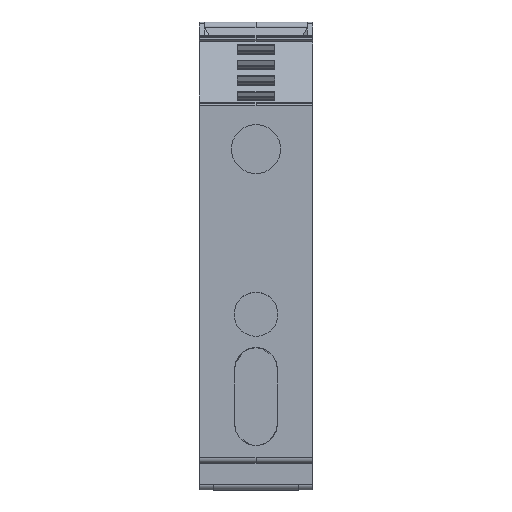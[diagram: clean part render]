
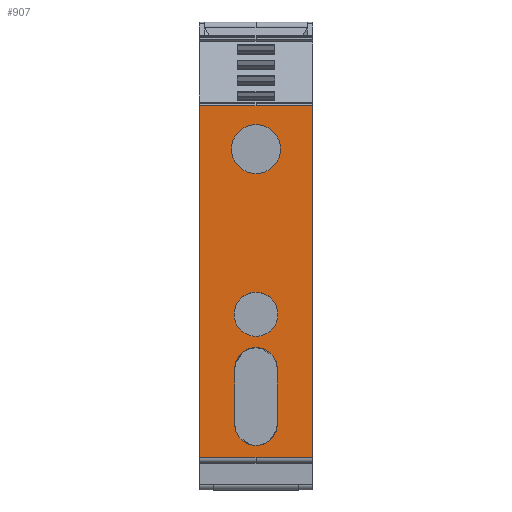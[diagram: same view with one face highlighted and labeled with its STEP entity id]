
A CAD part, top view. The second image highlights one B-rep face of the part: STEP entity #907.
In plain terms, the highlighted planar face has unit normal (0, 0, 1).
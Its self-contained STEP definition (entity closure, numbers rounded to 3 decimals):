
#785=AXIS2_PLACEMENT_3D('Plane Axis2P3D',#782,#783,#784) ;
#823=AXIS2_PLACEMENT_3D('Circle Axis2P3D',#821,#822,$) ;
#832=AXIS2_PLACEMENT_3D('Circle Axis2P3D',#830,#831,$) ;
#850=AXIS2_PLACEMENT_3D('Circle Axis2P3D',#848,#849,$) ;
#857=AXIS2_PLACEMENT_3D('Circle Axis2P3D',#855,#856,$) ;
#871=AXIS2_PLACEMENT_3D('Circle Axis2P3D',#869,#870,$) ;
#878=AXIS2_PLACEMENT_3D('Circle Axis2P3D',#876,#877,$) ;
#891=AXIS2_PLACEMENT_3D('Circle Axis2P3D',#889,#890,$) ;
#900=AXIS2_PLACEMENT_3D('Circle Axis2P3D',#898,#899,$) ;
#93=CARTESIAN_POINT('Vertex',(16.,54.107,50.25)) ;
#96=CARTESIAN_POINT('Line Origine',(16.,29.278,50.25)) ;
#100=CARTESIAN_POINT('Vertex',(16.,4.45,50.25)) ;
#767=CARTESIAN_POINT('Vertex',(8.,54.107,50.25)) ;
#770=CARTESIAN_POINT('Line Origine',(12.,54.107,50.25)) ;
#782=CARTESIAN_POINT('Axis2P3D Location',(8.,47.978,50.25)) ;
#787=CARTESIAN_POINT('Line Origine',(4.,54.107,50.25)) ;
#791=CARTESIAN_POINT('Vertex',(0.,54.107,50.25)) ;
#794=CARTESIAN_POINT('Line Origine',(0.,29.278,50.25)) ;
#798=CARTESIAN_POINT('Vertex',(0.,4.45,50.25)) ;
#801=CARTESIAN_POINT('Line Origine',(4.,4.45,50.25)) ;
#805=CARTESIAN_POINT('Vertex',(8.,4.45,50.25)) ;
#808=CARTESIAN_POINT('Line Origine',(12.,4.45,50.25)) ;
#821=CARTESIAN_POINT('Axis2P3D Location',(8.,24.7,50.25)) ;
#825=CARTESIAN_POINT('Vertex',(8.,21.6,50.25)) ;
#827=CARTESIAN_POINT('Vertex',(8.,27.8,50.25)) ;
#830=CARTESIAN_POINT('Axis2P3D Location',(8.,24.7,50.25)) ;
#839=CARTESIAN_POINT('Line Origine',(5.,13.1,50.25)) ;
#843=CARTESIAN_POINT('Vertex',(5.,17.,50.25)) ;
#845=CARTESIAN_POINT('Vertex',(5.,9.2,50.25)) ;
#848=CARTESIAN_POINT('Axis2P3D Location',(8.,17.,50.25)) ;
#852=CARTESIAN_POINT('Vertex',(8.,20.,50.25)) ;
#855=CARTESIAN_POINT('Axis2P3D Location',(8.,17.,50.25)) ;
#859=CARTESIAN_POINT('Vertex',(11.,17.,50.25)) ;
#862=CARTESIAN_POINT('Line Origine',(11.,13.1,50.25)) ;
#866=CARTESIAN_POINT('Vertex',(11.,9.2,50.25)) ;
#869=CARTESIAN_POINT('Axis2P3D Location',(8.,9.2,50.25)) ;
#873=CARTESIAN_POINT('Vertex',(8.,6.2,50.25)) ;
#876=CARTESIAN_POINT('Axis2P3D Location',(8.,9.2,50.25)) ;
#889=CARTESIAN_POINT('Axis2P3D Location',(8.,47.978,50.25)) ;
#893=CARTESIAN_POINT('Vertex',(8.,51.428,50.25)) ;
#895=CARTESIAN_POINT('Vertex',(8.,44.528,50.25)) ;
#898=CARTESIAN_POINT('Axis2P3D Location',(8.,47.978,50.25)) ;
#97=DIRECTION('Vector Direction',(0.,1.,0.)) ;
#771=DIRECTION('Vector Direction',(1.,0.,0.)) ;
#783=DIRECTION('Axis2P3D Direction',(0.,0.,-1.)) ;
#784=DIRECTION('Axis2P3D XDirection',(0.,1.,0.)) ;
#788=DIRECTION('Vector Direction',(-1.,0.,0.)) ;
#795=DIRECTION('Vector Direction',(0.,1.,0.)) ;
#802=DIRECTION('Vector Direction',(-1.,0.,0.)) ;
#809=DIRECTION('Vector Direction',(1.,0.,0.)) ;
#822=DIRECTION('Axis2P3D Direction',(0.,0.,-1.)) ;
#831=DIRECTION('Axis2P3D Direction',(0.,0.,-1.)) ;
#840=DIRECTION('Vector Direction',(0.,-1.,0.)) ;
#849=DIRECTION('Axis2P3D Direction',(0.,0.,-1.)) ;
#856=DIRECTION('Axis2P3D Direction',(0.,0.,-1.)) ;
#863=DIRECTION('Vector Direction',(0.,-1.,0.)) ;
#870=DIRECTION('Axis2P3D Direction',(0.,0.,-1.)) ;
#877=DIRECTION('Axis2P3D Direction',(0.,0.,-1.)) ;
#890=DIRECTION('Axis2P3D Direction',(0.,0.,-1.)) ;
#899=DIRECTION('Axis2P3D Direction',(0.,0.,-1.)) ;
#98=VECTOR('Line Direction',#97,1.) ;
#772=VECTOR('Line Direction',#771,1.) ;
#789=VECTOR('Line Direction',#788,1.) ;
#796=VECTOR('Line Direction',#795,1.) ;
#803=VECTOR('Line Direction',#802,1.) ;
#810=VECTOR('Line Direction',#809,1.) ;
#841=VECTOR('Line Direction',#840,1.) ;
#864=VECTOR('Line Direction',#863,1.) ;
#814=ORIENTED_EDGE('',*,*,#793,.T.) ;
#815=ORIENTED_EDGE('',*,*,#800,.F.) ;
#816=ORIENTED_EDGE('',*,*,#807,.F.) ;
#817=ORIENTED_EDGE('',*,*,#812,.T.) ;
#818=ORIENTED_EDGE('',*,*,#102,.T.) ;
#819=ORIENTED_EDGE('',*,*,#774,.F.) ;
#836=ORIENTED_EDGE('',*,*,#829,.F.) ;
#837=ORIENTED_EDGE('',*,*,#834,.F.) ;
#882=ORIENTED_EDGE('',*,*,#847,.F.) ;
#883=ORIENTED_EDGE('',*,*,#854,.F.) ;
#884=ORIENTED_EDGE('',*,*,#861,.F.) ;
#885=ORIENTED_EDGE('',*,*,#868,.F.) ;
#886=ORIENTED_EDGE('',*,*,#875,.F.) ;
#887=ORIENTED_EDGE('',*,*,#880,.F.) ;
#904=ORIENTED_EDGE('',*,*,#897,.F.) ;
#905=ORIENTED_EDGE('',*,*,#902,.F.) ;
#838=FACE_BOUND('',#835,.T.) ;
#888=FACE_BOUND('',#881,.T.) ;
#906=FACE_BOUND('',#903,.T.) ;
#907=ADVANCED_FACE('WNT_35',(#820,#838,#888,#906),#786,.F.) ;
#824=CIRCLE('generated circle',#823,3.1) ;
#833=CIRCLE('generated circle',#832,3.1) ;
#851=CIRCLE('generated circle',#850,3.) ;
#858=CIRCLE('generated circle',#857,3.) ;
#872=CIRCLE('generated circle',#871,3.) ;
#879=CIRCLE('generated circle',#878,3.) ;
#892=CIRCLE('generated circle',#891,3.45) ;
#901=CIRCLE('generated circle',#900,3.45) ;
#102=EDGE_CURVE('',#101,#94,#99,.T.) ;
#774=EDGE_CURVE('',#768,#94,#773,.T.) ;
#793=EDGE_CURVE('',#768,#792,#790,.T.) ;
#800=EDGE_CURVE('',#799,#792,#797,.T.) ;
#807=EDGE_CURVE('',#806,#799,#804,.T.) ;
#812=EDGE_CURVE('',#806,#101,#811,.T.) ;
#829=EDGE_CURVE('',#826,#828,#824,.F.) ;
#834=EDGE_CURVE('',#828,#826,#833,.F.) ;
#847=EDGE_CURVE('',#844,#846,#842,.T.) ;
#854=EDGE_CURVE('',#853,#844,#851,.F.) ;
#861=EDGE_CURVE('',#860,#853,#858,.F.) ;
#868=EDGE_CURVE('',#867,#860,#865,.F.) ;
#875=EDGE_CURVE('',#874,#867,#872,.F.) ;
#880=EDGE_CURVE('',#846,#874,#879,.F.) ;
#897=EDGE_CURVE('',#894,#896,#892,.F.) ;
#902=EDGE_CURVE('',#896,#894,#901,.F.) ;
#813=EDGE_LOOP('',(#814,#815,#816,#817,#818,#819)) ;
#835=EDGE_LOOP('',(#836,#837)) ;
#881=EDGE_LOOP('',(#882,#883,#884,#885,#886,#887)) ;
#903=EDGE_LOOP('',(#904,#905)) ;
#820=FACE_OUTER_BOUND('',#813,.T.) ;
#99=LINE('Line',#96,#98) ;
#773=LINE('Line',#770,#772) ;
#790=LINE('Line',#787,#789) ;
#797=LINE('Line',#794,#796) ;
#804=LINE('Line',#801,#803) ;
#811=LINE('Line',#808,#810) ;
#842=LINE('Line',#839,#841) ;
#865=LINE('Line',#862,#864) ;
#786=PLANE('',#785) ;
#94=VERTEX_POINT('',#93) ;
#101=VERTEX_POINT('',#100) ;
#768=VERTEX_POINT('',#767) ;
#792=VERTEX_POINT('',#791) ;
#799=VERTEX_POINT('',#798) ;
#806=VERTEX_POINT('',#805) ;
#826=VERTEX_POINT('',#825) ;
#828=VERTEX_POINT('',#827) ;
#844=VERTEX_POINT('',#843) ;
#846=VERTEX_POINT('',#845) ;
#853=VERTEX_POINT('',#852) ;
#860=VERTEX_POINT('',#859) ;
#867=VERTEX_POINT('',#866) ;
#874=VERTEX_POINT('',#873) ;
#894=VERTEX_POINT('',#893) ;
#896=VERTEX_POINT('',#895) ;
